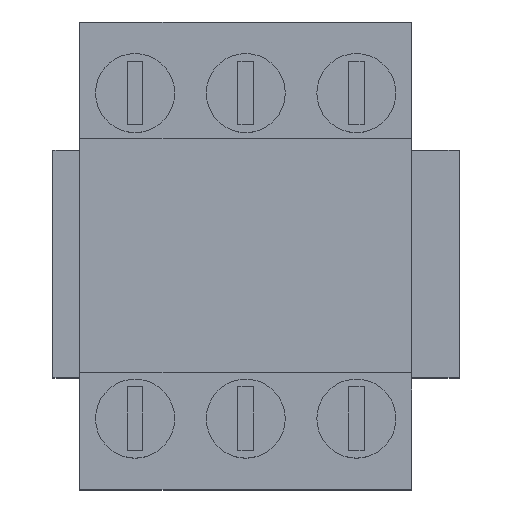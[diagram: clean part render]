
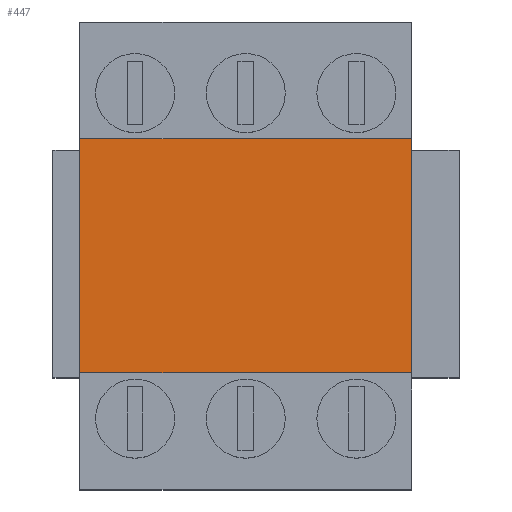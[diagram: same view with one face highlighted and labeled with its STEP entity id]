
A CAD part, top view. The second image highlights one B-rep face of the part: STEP entity #447.
In plain terms, the highlighted planar face has unit normal (0, 0, 1).
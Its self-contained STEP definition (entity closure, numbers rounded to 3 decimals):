
#33 = ORIENTED_EDGE ( 'NONE', *, *, #329, .T. ) ;
#38 = VERTEX_POINT ( 'NONE', #1973 ) ;
#43 = LINE ( 'NONE', #678, #1628 ) ;
#122 = FACE_OUTER_BOUND ( 'NONE', #670, .T. ) ;
#187 = VECTOR ( 'NONE', #897, 1000. ) ;
#295 = VERTEX_POINT ( 'NONE', #936 ) ;
#329 = EDGE_CURVE ( 'NONE', #1790, #295, #950, .T. ) ;
#335 = EDGE_CURVE ( 'NONE', #38, #1549, #43, .T. ) ;
#345 = VECTOR ( 'NONE', #1038, 1000. ) ;
#422 = CARTESIAN_POINT ( 'NONE',  ( -210., 222., 50. ) ) ;
#447 = ADVANCED_FACE ( 'NONE', ( #122 ), #724, .T. ) ;
#522 = EDGE_CURVE ( 'NONE', #1549, #1790, #1534, .T. ) ;
#534 = ORIENTED_EDGE ( 'NONE', *, *, #335, .T. ) ;
#597 = CARTESIAN_POINT ( 'NONE',  ( 0., 74., 50. ) ) ;
#605 = EDGE_CURVE ( 'NONE', #295, #38, #1809, .T. ) ;
#670 = EDGE_LOOP ( 'NONE', ( #1182, #534, #685, #33 ) ) ;
#678 = CARTESIAN_POINT ( 'NONE',  ( -210., 74., 50. ) ) ;
#685 = ORIENTED_EDGE ( 'NONE', *, *, #522, .T. ) ;
#724 = PLANE ( 'NONE',  #905 ) ;
#897 = DIRECTION ( 'NONE',  ( 0., -1., 0. ) ) ;
#900 = VECTOR ( 'NONE', #1142, 1000. ) ;
#905 = AXIS2_PLACEMENT_3D ( 'NONE', #1771, #1917, #1032 ) ;
#936 = CARTESIAN_POINT ( 'NONE',  ( -210., 222., 50. ) ) ;
#950 = LINE ( 'NONE', #1729, #900 ) ;
#1032 = DIRECTION ( 'NONE',  ( 1., 0., 0. ) ) ;
#1038 = DIRECTION ( 'NONE',  ( 0., 1., 0. ) ) ;
#1109 = CARTESIAN_POINT ( 'NONE',  ( 0., 222., 50. ) ) ;
#1142 = DIRECTION ( 'NONE',  ( -1., 0., 0. ) ) ;
#1182 = ORIENTED_EDGE ( 'NONE', *, *, #605, .T. ) ;
#1534 = LINE ( 'NONE', #1781, #345 ) ;
#1549 = VERTEX_POINT ( 'NONE', #597 ) ;
#1569 = DIRECTION ( 'NONE',  ( 1., 0., 0. ) ) ;
#1628 = VECTOR ( 'NONE', #1569, 1000. ) ;
#1729 = CARTESIAN_POINT ( 'NONE',  ( -210., 222., 50. ) ) ;
#1771 = CARTESIAN_POINT ( 'NONE',  ( 0., 0., 50. ) ) ;
#1781 = CARTESIAN_POINT ( 'NONE',  ( 0., 222., 50. ) ) ;
#1790 = VERTEX_POINT ( 'NONE', #1109 ) ;
#1809 = LINE ( 'NONE', #422, #187 ) ;
#1917 = DIRECTION ( 'NONE',  ( 0., 0., 1. ) ) ;
#1973 = CARTESIAN_POINT ( 'NONE',  ( -210., 74., 50. ) ) ;
